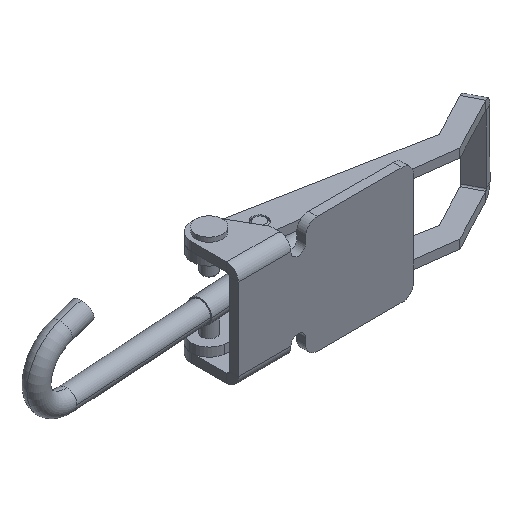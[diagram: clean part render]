
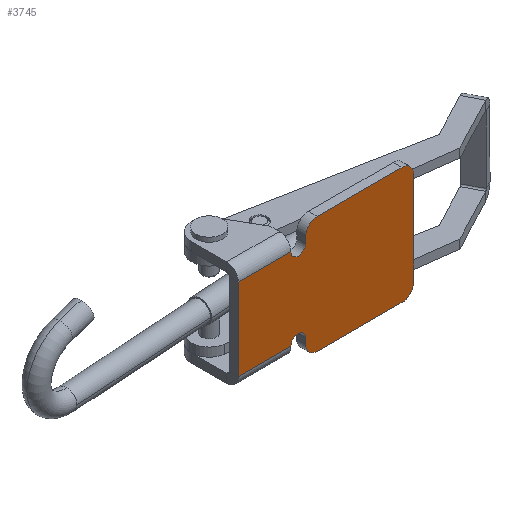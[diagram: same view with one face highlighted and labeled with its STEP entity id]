
A CAD part, isometric view. The second image highlights one B-rep face of the part: STEP entity #3745.
In plain terms, the highlighted planar face has unit normal (0, -1, 0).
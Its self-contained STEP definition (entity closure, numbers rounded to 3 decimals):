
#4 = VERTEX_POINT ( 'NONE', #2743 ) ;
#29 = AXIS2_PLACEMENT_3D ( 'NONE', #244, #62, #49 ) ;
#41 = PLANE ( 'NONE',  #1455 ) ;
#49 = DIRECTION ( 'NONE',  ( 0., 0., 1. ) ) ;
#62 = DIRECTION ( 'NONE',  ( 0., 1., 0. ) ) ;
#84 = DIRECTION ( 'NONE',  ( 1., 0., 0. ) ) ;
#86 = AXIS2_PLACEMENT_3D ( 'NONE', #3291, #1144, #310 ) ;
#97 = ORIENTED_EDGE ( 'NONE', *, *, #1720, .F. ) ;
#104 = VERTEX_POINT ( 'NONE', #586 ) ;
#164 = CARTESIAN_POINT ( 'NONE',  ( -2.5, -3., -6. ) ) ;
#184 = CARTESIAN_POINT ( 'NONE',  ( 33., -3., -4. ) ) ;
#201 = EDGE_CURVE ( 'NONE', #866, #2497, #2044, .T. ) ;
#211 = CIRCLE ( 'NONE', #1360, 2.5 ) ;
#239 = CARTESIAN_POINT ( 'NONE',  ( -23., -3., -34. ) ) ;
#244 = CARTESIAN_POINT ( 'NONE',  ( 33., -3., -4. ) ) ;
#288 = AXIS2_PLACEMENT_3D ( 'NONE', #164, #557, #3173 ) ;
#310 = DIRECTION ( 'NONE',  ( 0., 0., 1. ) ) ;
#395 = DIRECTION ( 'NONE',  ( 0., 0., 1. ) ) ;
#406 = VECTOR ( 'NONE', #84, 1000. ) ;
#429 = VERTEX_POINT ( 'NONE', #677 ) ;
#453 = ORIENTED_EDGE ( 'NONE', *, *, #3430, .F. ) ;
#474 = EDGE_CURVE ( 'NONE', #429, #2068, #1081, .T. ) ;
#540 = CARTESIAN_POINT ( 'NONE',  ( 4., -3., -36. ) ) ;
#547 = VECTOR ( 'NONE', #2801, 1000. ) ;
#555 = CARTESIAN_POINT ( 'NONE',  ( 33., -3., -40. ) ) ;
#557 = DIRECTION ( 'NONE',  ( 0., -1., 0. ) ) ;
#561 = VECTOR ( 'NONE', #2485, 1000. ) ;
#583 = ORIENTED_EDGE ( 'NONE', *, *, #1249, .F. ) ;
#586 = CARTESIAN_POINT ( 'NONE',  ( -5., -3., -6. ) ) ;
#616 = LINE ( 'NONE', #2563, #1314 ) ;
#646 = CARTESIAN_POINT ( 'NONE',  ( 4., -3., -40. ) ) ;
#663 = CIRCLE ( 'NONE', #29, 4. ) ;
#677 = CARTESIAN_POINT ( 'NONE',  ( 0., -3., -4. ) ) ;
#691 = LINE ( 'NONE', #694, #3249 ) ;
#694 = CARTESIAN_POINT ( 'NONE',  ( -23., -3., -6. ) ) ;
#703 = VERTEX_POINT ( 'NONE', #2494 ) ;
#803 = CARTESIAN_POINT ( 'NONE',  ( -2.5, -3., -31.5 ) ) ;
#844 = CARTESIAN_POINT ( 'NONE',  ( 37., -3., -4. ) ) ;
#866 = VERTEX_POINT ( 'NONE', #1859 ) ;
#876 = DIRECTION ( 'NONE',  ( 1., 0., 0. ) ) ;
#916 = EDGE_CURVE ( 'NONE', #3558, #104, #691, .T. ) ;
#921 = VECTOR ( 'NONE', #3200, 1000. ) ;
#936 = ORIENTED_EDGE ( 'NONE', *, *, #916, .F. ) ;
#947 = CARTESIAN_POINT ( 'NONE',  ( -23., -3., -6. ) ) ;
#951 = AXIS2_PLACEMENT_3D ( 'NONE', #2511, #3052, #1907 ) ;
#1022 = EDGE_LOOP ( 'NONE', ( #1937, #3263, #3721, #1612, #97, #936, #3451, #3112, #3403, #1104, #3133, #453, #1312, #583, #2771 ) ) ;
#1081 = CIRCLE ( 'NONE', #2794, 4. ) ;
#1104 = ORIENTED_EDGE ( 'NONE', *, *, #201, .F. ) ;
#1144 = DIRECTION ( 'NONE',  ( 0., -1., 0. ) ) ;
#1167 = EDGE_CURVE ( 'NONE', #2068, #3421, #3294, .T. ) ;
#1249 = EDGE_CURVE ( 'NONE', #2007, #2183, #1981, .T. ) ;
#1307 = EDGE_CURVE ( 'NONE', #703, #429, #3628, .T. ) ;
#1312 = ORIENTED_EDGE ( 'NONE', *, *, #2444, .F. ) ;
#1314 = VECTOR ( 'NONE', #3505, 1000. ) ;
#1317 = CARTESIAN_POINT ( 'NONE',  ( -2.5, -3., -34. ) ) ;
#1328 = DIRECTION ( 'NONE',  ( 0., -1., 0. ) ) ;
#1344 = DIRECTION ( 'NONE',  ( 0., 0., 1. ) ) ;
#1360 = AXIS2_PLACEMENT_3D ( 'NONE', #1317, #1328, #1344 ) ;
#1361 = DIRECTION ( 'NONE',  ( 0., 1., 0. ) ) ;
#1455 = AXIS2_PLACEMENT_3D ( 'NONE', #184, #2152, #3793 ) ;
#1474 = CARTESIAN_POINT ( 'NONE',  ( 4., -3., -40. ) ) ;
#1581 = EDGE_CURVE ( 'NONE', #2070, #866, #2136, .T. ) ;
#1601 = DIRECTION ( 'NONE',  ( 0., 1., 0. ) ) ;
#1612 = ORIENTED_EDGE ( 'NONE', *, *, #1307, .F. ) ;
#1661 = CARTESIAN_POINT ( 'NONE',  ( 4., -3., 0. ) ) ;
#1720 = EDGE_CURVE ( 'NONE', #104, #703, #2816, .T. ) ;
#1753 = EDGE_CURVE ( 'NONE', #2875, #2007, #2288, .T. ) ;
#1859 = CARTESIAN_POINT ( 'NONE',  ( 0., -3., -34. ) ) ;
#1889 = CARTESIAN_POINT ( 'NONE',  ( 33., -3., 0. ) ) ;
#1907 = DIRECTION ( 'NONE',  ( 0., 0., -1. ) ) ;
#1937 = ORIENTED_EDGE ( 'NONE', *, *, #3725, .F. ) ;
#1981 = CIRCLE ( 'NONE', #951, 4. ) ;
#2007 = VERTEX_POINT ( 'NONE', #2429 ) ;
#2010 = VERTEX_POINT ( 'NONE', #2808 ) ;
#2020 = DIRECTION ( 'NONE',  ( 0., 0., -1. ) ) ;
#2044 = CIRCLE ( 'NONE', #86, 2.5 ) ;
#2065 = EDGE_CURVE ( 'NONE', #2010, #4, #2378, .T. ) ;
#2068 = VERTEX_POINT ( 'NONE', #2755 ) ;
#2070 = VERTEX_POINT ( 'NONE', #2677 ) ;
#2110 = EDGE_CURVE ( 'NONE', #4, #3558, #616, .T. ) ;
#2127 = CIRCLE ( 'NONE', #2559, 4. ) ;
#2129 = VECTOR ( 'NONE', #395, 1000. ) ;
#2136 = LINE ( 'NONE', #2719, #2129 ) ;
#2152 = DIRECTION ( 'NONE',  ( 0., 1., 0. ) ) ;
#2183 = VERTEX_POINT ( 'NONE', #555 ) ;
#2267 = CARTESIAN_POINT ( 'NONE',  ( 0., -3., -4. ) ) ;
#2288 = LINE ( 'NONE', #844, #2465 ) ;
#2378 = LINE ( 'NONE', #239, #921 ) ;
#2429 = CARTESIAN_POINT ( 'NONE',  ( 37., -3., -36. ) ) ;
#2444 = EDGE_CURVE ( 'NONE', #2183, #3711, #3620, .T. ) ;
#2465 = VECTOR ( 'NONE', #3375, 1000. ) ;
#2485 = DIRECTION ( 'NONE',  ( -1., 0., 0. ) ) ;
#2494 = CARTESIAN_POINT ( 'NONE',  ( 0., -3., -6. ) ) ;
#2497 = VERTEX_POINT ( 'NONE', #803 ) ;
#2511 = CARTESIAN_POINT ( 'NONE',  ( 33., -3., -36. ) ) ;
#2559 = AXIS2_PLACEMENT_3D ( 'NONE', #540, #1601, #2020 ) ;
#2563 = CARTESIAN_POINT ( 'NONE',  ( -23., -3., -34. ) ) ;
#2677 = CARTESIAN_POINT ( 'NONE',  ( 0., -3., -36. ) ) ;
#2719 = CARTESIAN_POINT ( 'NONE',  ( 0., -3., -34. ) ) ;
#2743 = CARTESIAN_POINT ( 'NONE',  ( -23., -3., -34. ) ) ;
#2755 = CARTESIAN_POINT ( 'NONE',  ( 4., -3., 0. ) ) ;
#2771 = ORIENTED_EDGE ( 'NONE', *, *, #1753, .F. ) ;
#2794 = AXIS2_PLACEMENT_3D ( 'NONE', #3553, #1361, #2963 ) ;
#2801 = DIRECTION ( 'NONE',  ( 0., 0., 1. ) ) ;
#2805 = CARTESIAN_POINT ( 'NONE',  ( 37., -3., -4. ) ) ;
#2808 = CARTESIAN_POINT ( 'NONE',  ( -5., -3., -34. ) ) ;
#2816 = CIRCLE ( 'NONE', #288, 2.5 ) ;
#2875 = VERTEX_POINT ( 'NONE', #2805 ) ;
#2900 = FACE_OUTER_BOUND ( 'NONE', #1022, .T. ) ;
#2963 = DIRECTION ( 'NONE',  ( 0., 0., -1. ) ) ;
#3052 = DIRECTION ( 'NONE',  ( 0., 1., 0. ) ) ;
#3112 = ORIENTED_EDGE ( 'NONE', *, *, #2065, .F. ) ;
#3133 = ORIENTED_EDGE ( 'NONE', *, *, #1581, .F. ) ;
#3173 = DIRECTION ( 'NONE',  ( 0., 0., -1. ) ) ;
#3200 = DIRECTION ( 'NONE',  ( -1., 0., 0. ) ) ;
#3218 = EDGE_CURVE ( 'NONE', #2497, #2010, #211, .T. ) ;
#3249 = VECTOR ( 'NONE', #876, 1000. ) ;
#3263 = ORIENTED_EDGE ( 'NONE', *, *, #1167, .F. ) ;
#3291 = CARTESIAN_POINT ( 'NONE',  ( -2.5, -3., -34. ) ) ;
#3294 = LINE ( 'NONE', #1661, #406 ) ;
#3375 = DIRECTION ( 'NONE',  ( 0., 0., -1. ) ) ;
#3403 = ORIENTED_EDGE ( 'NONE', *, *, #3218, .F. ) ;
#3421 = VERTEX_POINT ( 'NONE', #1889 ) ;
#3430 = EDGE_CURVE ( 'NONE', #3711, #2070, #2127, .T. ) ;
#3451 = ORIENTED_EDGE ( 'NONE', *, *, #2110, .F. ) ;
#3505 = DIRECTION ( 'NONE',  ( 0., 0., 1. ) ) ;
#3553 = CARTESIAN_POINT ( 'NONE',  ( 4., -3., -4. ) ) ;
#3558 = VERTEX_POINT ( 'NONE', #947 ) ;
#3620 = LINE ( 'NONE', #646, #561 ) ;
#3628 = LINE ( 'NONE', #2267, #547 ) ;
#3711 = VERTEX_POINT ( 'NONE', #1474 ) ;
#3721 = ORIENTED_EDGE ( 'NONE', *, *, #474, .F. ) ;
#3725 = EDGE_CURVE ( 'NONE', #3421, #2875, #663, .T. ) ;
#3745 = ADVANCED_FACE ( 'NONE', ( #2900 ), #41, .F. ) ;
#3793 = DIRECTION ( 'NONE',  ( 0., 0., 1. ) ) ;
